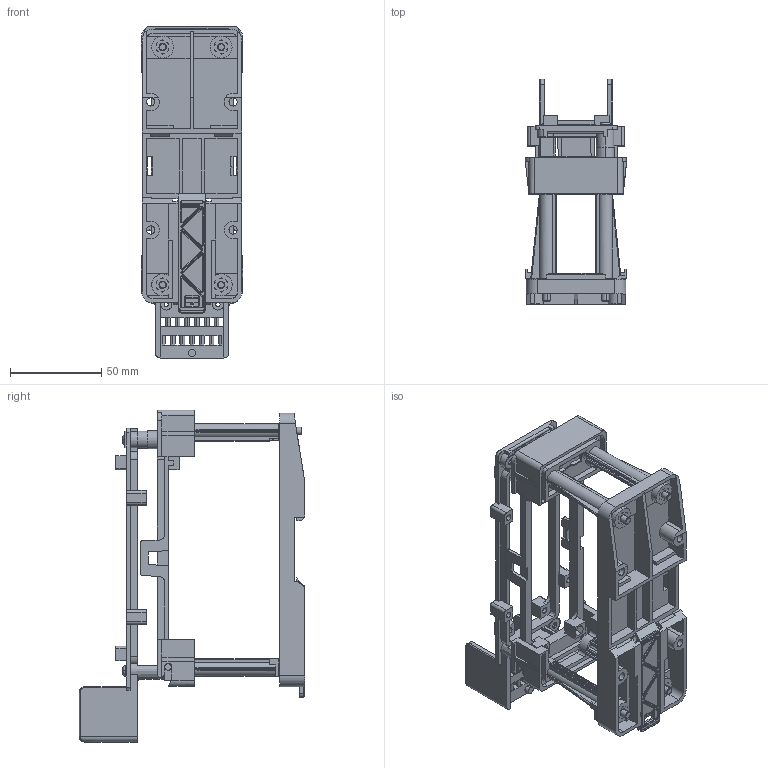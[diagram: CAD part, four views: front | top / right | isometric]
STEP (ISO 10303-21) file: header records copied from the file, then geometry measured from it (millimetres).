
FILE_DESCRIPTION((''),'2;1');
FILE_NAME('PRT0001-4','2017-09-26T',('tl.yang'),(''),'PRO/ENGINEER BY PARAMETRIC TECHNOLOGY CORPORATION, 2011500','PRO/ENGINEER BY PARAMETRIC TECHNOLOGY CORPORATION, 2011500','');
FILE_SCHEMA(('CONFIG_CONTROL_DESIGN'));
Products named in the file (1): PRT0001-4
Bounding box: 55.5 x 123.3 x 181.5 mm (x, y, z)
Volume: 107106.6 mm3; surface area: 98726 mm2
Topology: 1 solids, 6 shells, 2354 faces, 6531 edges, 4245 vertices
Faces by surface type: plane 1675, cylinder 523, torus 85, cone 41, bspline 26, sphere 4
Entity records: 81105 total; most frequent: CARTESIAN_POINT 20111, ORIENTED_EDGE 13054, DIRECTION 12125, EDGE_CURVE 6527, VECTOR 5095, LINE 5095, VERTEX_POINT 4245, AXIS2_PLACEMENT_3D 3515
